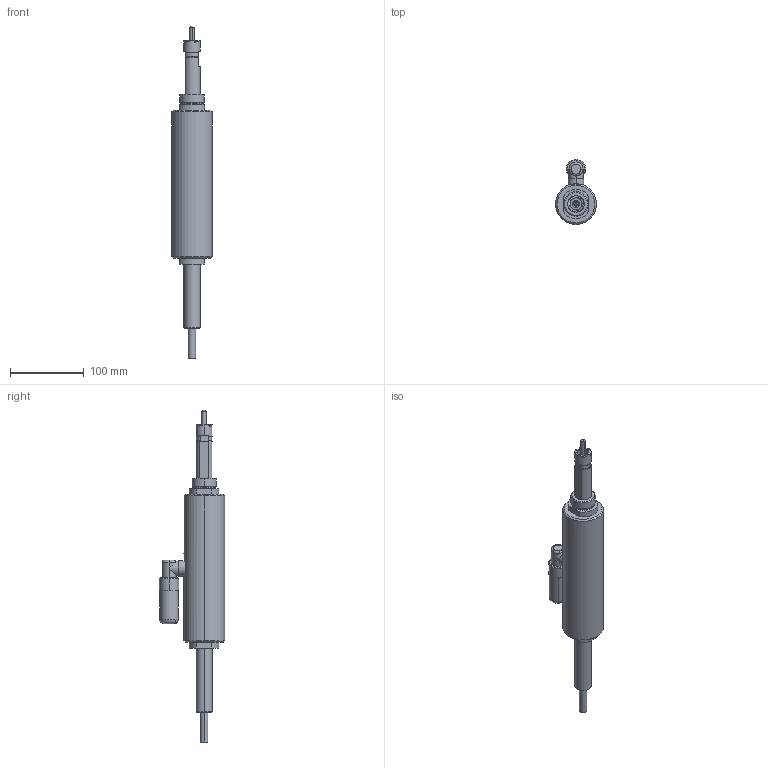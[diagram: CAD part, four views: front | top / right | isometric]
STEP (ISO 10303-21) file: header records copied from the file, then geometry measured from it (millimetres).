
FILE_DESCRIPTION (( 'STEP AP203' ), '1' );
FILE_NAME ('R208.001.063.STEP', '2016-10-21T11:48:04', ( 'Utente' ), ( '' ), 'SwSTEP 2.0', 'SolidWorks 2016', '' );
FILE_SCHEMA (( 'CONFIG_CONTROL_DESIGN' ));
Length unit declared in the file: millimetre
Products named in the file (1): R208.001.063
Bounding box: 55 x 88 x 449.27 mm (x, y, z)
Surface area: 82575.7 mm2 (no closed solid volume)
Topology: 0 solids, 9 shells, 118 faces, 308 edges, 201 vertices
Faces by surface type: cylinder 50, plane 44, cone 18, torus 5, bspline 1
Entity records: 4019 total; most frequent: CARTESIAN_POINT 1114, DIRECTION 603, ORIENTED_EDGE 567, EDGE_CURVE 306, AXIS2_PLACEMENT_3D 239, VERTEX_POINT 201, EDGE_LOOP 131, LINE 125
